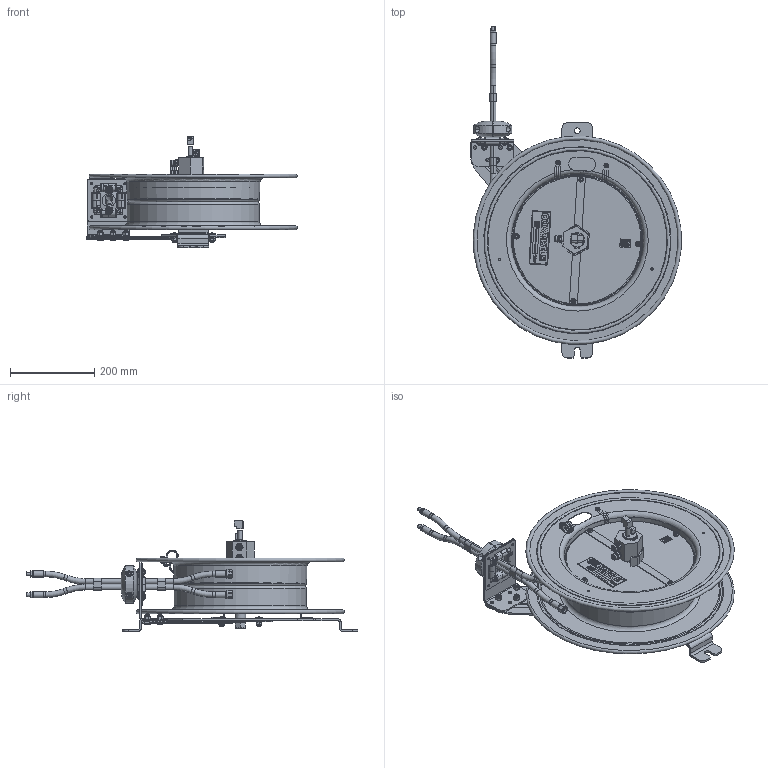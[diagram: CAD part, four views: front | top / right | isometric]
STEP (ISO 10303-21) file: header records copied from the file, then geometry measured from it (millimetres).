
FILE_DESCRIPTION(/* description */ (''),/* implementation_level */ '2;1');
FILE_NAME(/* name */ 'EZ-SG19W-175_SHARED.stp',/* time_stamp */ '2020-03-06T09:02:23-07:00',/* author */ ('NMelton'),/* organization */ (''),/* preprocessor_version */ 'ST-DEVELOPER v17',/* originating_system */ 'Autodesk Inventor 2019',/* authorisation */ '');
FILE_SCHEMA (('AUTOMOTIVE_DESIGN { 1 0 10303 214 3 1 1 }'));
Products named in the file (1): EZ-SG19W-175_SHARED
Bounding box: 500.57 x 788.35 x 265.58 mm (x, y, z)
Surface area: 1564222 mm2 (no closed solid volume)
Topology: 0 solids, 191 shells, 2812 faces, 12198 edges, 9179 vertices
Faces by surface type: plane 1488, cylinder 564, bspline 410, cone 199, torus 112, sphere 39
Full cylindrical faces by diameter (mm): 1.93 x2, 2.54 x1, 3.048 x1, 3.81 x2, 3.962 x2, 4.699 x3, 4.75 x3, 4.826 x2, 5.08 x2, 5.159 x1, 5.182 x2, 5.556 x4, 5.575 x1, 5.588 x3, 6.35 x10, 7.112 x2, 7.938 x3, 8.731 x3, 8.733 x4, 8.89 x3, 10.312 x1, 11.43 x3, 11.557 x4, 12.192 x7, 13.081 x2, 13.492 x1, 13.494 x10, 14.287 x2, 14.605 x4, 15.875 x1
Entity records: 135629 total; most frequent: CARTESIAN_POINT 40917, ORIENTED_EDGE 17698, DIRECTION 16547, EDGE_CURVE 12157, VERTEX_POINT 9179, LINE 6875, VECTOR 6875, AXIS2_PLACEMENT_3D 4836
